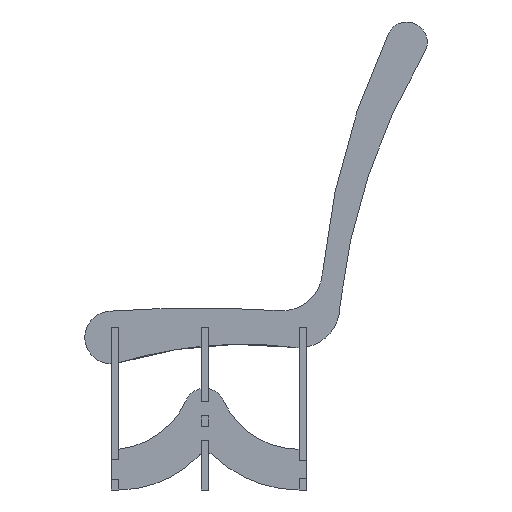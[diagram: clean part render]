
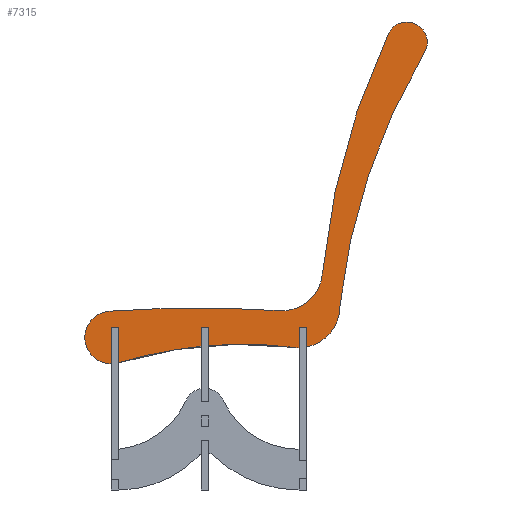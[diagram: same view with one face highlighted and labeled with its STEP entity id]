
A CAD part, front view. The second image highlights one B-rep face of the part: STEP entity #7315.
In plain terms, the highlighted planar face has unit normal (0, -1, 0).
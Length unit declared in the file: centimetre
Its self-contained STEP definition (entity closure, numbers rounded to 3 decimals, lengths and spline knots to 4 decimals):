
#253=PLANE('',#7920);
#606=FACE_OUTER_BOUND('',#989,.T.);
#989=EDGE_LOOP('',(#6469,#6470,#6471,#6472,#6473,#6474,#6475,#6476,#6477,
#6478,#6479,#6480,#6481,#6482,#6483,#6484,#6485,#6486,#6487,#6488,#6489));
#1731=LINE('',#11898,#2546);
#1735=LINE('',#11907,#2550);
#1738=LINE('',#11911,#2553);
#1739=LINE('',#11918,#2554);
#1740=LINE('',#11920,#2555);
#1741=LINE('',#11922,#2556);
#1742=LINE('',#11924,#2557);
#1743=LINE('',#11940,#2558);
#1744=LINE('',#11942,#2559);
#1745=LINE('',#11944,#2560);
#2546=VECTOR('',#9730,1.);
#2550=VECTOR('',#9736,1.);
#2553=VECTOR('',#9741,1.);
#2554=VECTOR('',#9748,1.);
#2555=VECTOR('',#9749,1.);
#2556=VECTOR('',#9750,1.);
#2557=VECTOR('',#9751,1.);
#2558=VECTOR('',#9766,1.);
#2559=VECTOR('',#9767,1.);
#2560=VECTOR('',#9768,1.);
#2890=CIRCLE('',#7921,104.4127);
#2891=CIRCLE('',#7922,10.);
#2892=CIRCLE('',#7923,10.);
#2893=CIRCLE('',#7924,155.5422);
#2894=CIRCLE('',#7925,5.);
#2895=CIRCLE('',#7926,177.1905);
#2896=CIRCLE('',#7927,10.);
#2897=CIRCLE('',#7928,287.3184);
#2898=CIRCLE('',#7929,6.5);
#2899=CIRCLE('',#7930,6.5);
#2900=CIRCLE('',#7931,104.4127);
#3526=VERTEX_POINT('',#11895);
#3527=VERTEX_POINT('',#11897);
#3530=VERTEX_POINT('',#11904);
#3531=VERTEX_POINT('',#11906);
#3532=VERTEX_POINT('',#11913);
#3533=VERTEX_POINT('',#11915);
#3534=VERTEX_POINT('',#11917);
#3535=VERTEX_POINT('',#11919);
#3536=VERTEX_POINT('',#11921);
#3537=VERTEX_POINT('',#11923);
#3538=VERTEX_POINT('',#11925);
#3539=VERTEX_POINT('',#11927);
#3540=VERTEX_POINT('',#11929);
#3541=VERTEX_POINT('',#11931);
#3542=VERTEX_POINT('',#11933);
#3543=VERTEX_POINT('',#11935);
#3544=VERTEX_POINT('',#11937);
#3545=VERTEX_POINT('',#11939);
#3546=VERTEX_POINT('',#11941);
#3547=VERTEX_POINT('',#11943);
#3548=VERTEX_POINT('',#11945);
#4527=EDGE_CURVE('',#3527,#3526,#1731,.T.);
#4531=EDGE_CURVE('',#3531,#3530,#1735,.T.);
#4534=EDGE_CURVE('',#3526,#3531,#1738,.T.);
#4535=EDGE_CURVE('',#3530,#3532,#2890,.T.);
#4536=EDGE_CURVE('',#3532,#3533,#2891,.T.);
#4537=EDGE_CURVE('',#3533,#3534,#1739,.T.);
#4538=EDGE_CURVE('',#3534,#3535,#1740,.T.);
#4539=EDGE_CURVE('',#3535,#3536,#1741,.T.);
#4540=EDGE_CURVE('',#3536,#3537,#1742,.T.);
#4541=EDGE_CURVE('',#3537,#3538,#2892,.T.);
#4542=EDGE_CURVE('',#3538,#3539,#2893,.T.);
#4543=EDGE_CURVE('',#3539,#3540,#2894,.T.);
#4544=EDGE_CURVE('',#3540,#3541,#2895,.T.);
#4545=EDGE_CURVE('',#3541,#3542,#2896,.T.);
#4546=EDGE_CURVE('',#3542,#3543,#2897,.T.);
#4547=EDGE_CURVE('',#3543,#3544,#2898,.T.);
#4548=EDGE_CURVE('',#3544,#3545,#1743,.T.);
#4549=EDGE_CURVE('',#3545,#3546,#1744,.T.);
#4550=EDGE_CURVE('',#3546,#3547,#1745,.T.);
#4551=EDGE_CURVE('',#3547,#3548,#2899,.T.);
#4552=EDGE_CURVE('',#3548,#3527,#2900,.T.);
#6469=ORIENTED_EDGE('',*,*,#4527,.T.);
#6470=ORIENTED_EDGE('',*,*,#4534,.T.);
#6471=ORIENTED_EDGE('',*,*,#4531,.T.);
#6472=ORIENTED_EDGE('',*,*,#4535,.T.);
#6473=ORIENTED_EDGE('',*,*,#4536,.T.);
#6474=ORIENTED_EDGE('',*,*,#4537,.T.);
#6475=ORIENTED_EDGE('',*,*,#4538,.T.);
#6476=ORIENTED_EDGE('',*,*,#4539,.T.);
#6477=ORIENTED_EDGE('',*,*,#4540,.T.);
#6478=ORIENTED_EDGE('',*,*,#4541,.T.);
#6479=ORIENTED_EDGE('',*,*,#4542,.T.);
#6480=ORIENTED_EDGE('',*,*,#4543,.T.);
#6481=ORIENTED_EDGE('',*,*,#4544,.T.);
#6482=ORIENTED_EDGE('',*,*,#4545,.T.);
#6483=ORIENTED_EDGE('',*,*,#4546,.T.);
#6484=ORIENTED_EDGE('',*,*,#4547,.T.);
#6485=ORIENTED_EDGE('',*,*,#4548,.T.);
#6486=ORIENTED_EDGE('',*,*,#4549,.T.);
#6487=ORIENTED_EDGE('',*,*,#4550,.T.);
#6488=ORIENTED_EDGE('',*,*,#4551,.T.);
#6489=ORIENTED_EDGE('',*,*,#4552,.T.);
#7315=ADVANCED_FACE('',(#606),#253,.F.);
#7920=AXIS2_PLACEMENT_3D('',#11912,#9742,#9743);
#7921=AXIS2_PLACEMENT_3D('',#11914,#9744,#9745);
#7922=AXIS2_PLACEMENT_3D('',#11916,#9746,#9747);
#7923=AXIS2_PLACEMENT_3D('',#11926,#9752,#9753);
#7924=AXIS2_PLACEMENT_3D('',#11928,#9754,#9755);
#7925=AXIS2_PLACEMENT_3D('',#11930,#9756,#9757);
#7926=AXIS2_PLACEMENT_3D('',#11932,#9758,#9759);
#7927=AXIS2_PLACEMENT_3D('',#11934,#9760,#9761);
#7928=AXIS2_PLACEMENT_3D('',#11936,#9762,#9763);
#7929=AXIS2_PLACEMENT_3D('',#11938,#9764,#9765);
#7930=AXIS2_PLACEMENT_3D('',#11946,#9769,#9770);
#7931=AXIS2_PLACEMENT_3D('',#11947,#9771,#9772);
#9730=DIRECTION('',(0.,0.,1.));
#9736=DIRECTION('',(0.,0.,-1.));
#9741=DIRECTION('',(1.,0.,0.));
#9742=DIRECTION('center_axis',(0.,1.,0.));
#9743=DIRECTION('ref_axis',(1.,0.,0.));
#9744=DIRECTION('center_axis',(0.,1.,0.));
#9745=DIRECTION('ref_axis',(-0.292,0.,0.956));
#9746=DIRECTION('center_axis',(0.,-1.,0.));
#9747=DIRECTION('ref_axis',(1.,0.,0.));
#9748=DIRECTION('',(0.,0.,1.));
#9749=DIRECTION('',(1.,0.,0.));
#9750=DIRECTION('',(0.007,0.,-1.));
#9751=DIRECTION('',(0.,0.,-1.));
#9752=DIRECTION('center_axis',(0.,-1.,0.));
#9753=DIRECTION('ref_axis',(1.,0.,0.));
#9754=DIRECTION('center_axis',(0.,1.,0.));
#9755=DIRECTION('ref_axis',(-0.994,0.,0.108));
#9756=DIRECTION('center_axis',(0.,-1.,0.));
#9757=DIRECTION('ref_axis',(1.,0.,0.));
#9758=DIRECTION('center_axis',(0.,-1.,0.));
#9759=DIRECTION('ref_axis',(-0.996,0.,0.095));
#9760=DIRECTION('center_axis',(0.,1.,0.));
#9761=DIRECTION('ref_axis',(1.,0.,0.));
#9762=DIRECTION('center_axis',(0.,-1.,0.));
#9763=DIRECTION('ref_axis',(-0.074,0.,0.997));
#9764=DIRECTION('center_axis',(0.,-1.,0.));
#9765=DIRECTION('ref_axis',(1.,0.,0.));
#9766=DIRECTION('',(0.,0.,1.));
#9767=DIRECTION('',(1.,0.,0.));
#9768=DIRECTION('',(0.,0.,-1.));
#9769=DIRECTION('center_axis',(0.,-1.,0.));
#9770=DIRECTION('ref_axis',(1.,0.,0.));
#9771=DIRECTION('center_axis',(0.,1.,0.));
#9772=DIRECTION('ref_axis',(-0.292,0.,0.956));
#11895=CARTESIAN_POINT('',(-0.9,-22.779,40.));
#11897=CARTESIAN_POINT('',(-0.9,-22.779,35.3274));
#11898=CARTESIAN_POINT('',(-0.9,-22.779,55.0494));
#11904=CARTESIAN_POINT('',(0.9,-22.779,35.49));
#11906=CARTESIAN_POINT('',(0.9,-22.779,40.));
#11907=CARTESIAN_POINT('',(0.9,-22.779,75.0494));
#11911=CARTESIAN_POINT('',(24.4197,-22.779,40.));
#11912=CARTESIAN_POINT('Origin',(49.7393,-22.779,110.0988));
#11913=CARTESIAN_POINT('',(21.9933,-22.779,35.0731));
#11914=CARTESIAN_POINT('Origin',(9.394,-22.779,-68.5767));
#11915=CARTESIAN_POINT('',(23.2,-22.779,35.));
#11916=CARTESIAN_POINT('Origin',(23.2,-22.779,45.));
#11917=CARTESIAN_POINT('',(23.2,-22.779,37.5));
#11918=CARTESIAN_POINT('',(23.2,-22.779,72.5494));
#11919=CARTESIAN_POINT('',(25.,-22.779,37.5));
#11920=CARTESIAN_POINT('',(36.4697,-22.779,37.5));
#11921=CARTESIAN_POINT('',(25.,-22.779,37.5));
#11922=CARTESIAN_POINT('',(24.7467,-22.779,73.7111));
#11923=CARTESIAN_POINT('',(25.,-22.779,35.1633));
#11924=CARTESIAN_POINT('',(25.,-22.779,73.7994));
#11925=CARTESIAN_POINT('',(33.1999,-22.779,44.9572));
#11926=CARTESIAN_POINT('Origin',(23.2,-22.779,45.));
#11927=CARTESIAN_POINT('',(54.0404,-22.779,107.5491));
#11928=CARTESIAN_POINT('Origin',(187.8405,-22.779,28.2338));
#11929=CARTESIAN_POINT('',(45.2209,-22.779,112.2398));
#11930=CARTESIAN_POINT('Origin',(49.7393,-22.779,110.0988));
#11931=CARTESIAN_POINT('',(28.9491,-22.779,53.1266));
#11932=CARTESIAN_POINT('Origin',(205.3452,-22.779,36.3669));
#11933=CARTESIAN_POINT('',(18.2985,-22.779,44.0966));
#11934=CARTESIAN_POINT('Origin',(18.9939,-22.779,54.0724));
#11935=CARTESIAN_POINT('',(-23.,-22.779,44.));
#11936=CARTESIAN_POINT('Origin',(-1.6803,-22.779,-242.5264));
#11937=CARTESIAN_POINT('',(-23.,-22.779,31.));
#11938=CARTESIAN_POINT('Origin',(-23.,-22.779,37.5));
#11939=CARTESIAN_POINT('',(-23.,-22.779,35.5));
#11940=CARTESIAN_POINT('',(-23.,-22.779,70.3955));
#11941=CARTESIAN_POINT('',(-21.2,-22.779,35.5));
#11942=CARTESIAN_POINT('',(13.3697,-22.779,35.5));
#11943=CARTESIAN_POINT('',(-21.2,-22.779,31.2542));
#11944=CARTESIAN_POINT('',(-21.2,-22.779,72.7994));
#11945=CARTESIAN_POINT('',(-21.1016,-22.779,31.2834));
#11946=CARTESIAN_POINT('Origin',(-23.,-22.779,37.5));
#11947=CARTESIAN_POINT('Origin',(9.394,-22.779,-68.5767));
